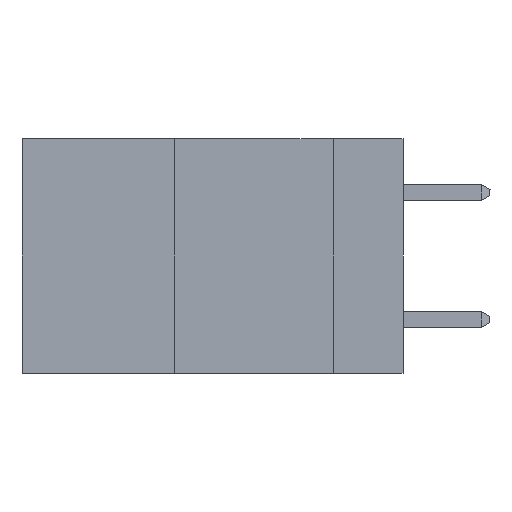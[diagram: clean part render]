
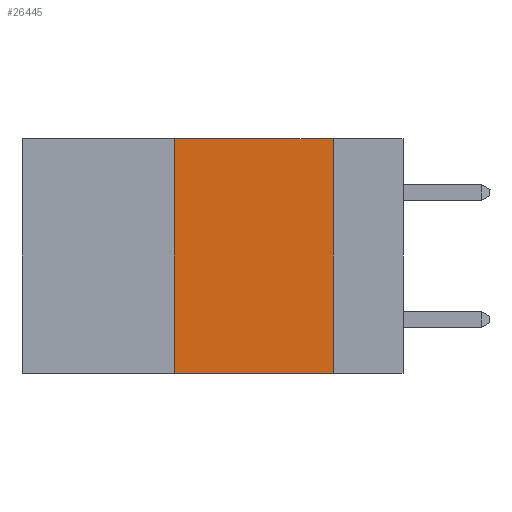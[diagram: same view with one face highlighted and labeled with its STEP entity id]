
A CAD part, left-side view. The second image highlights one B-rep face of the part: STEP entity #26445.
In plain terms, the highlighted planar face has unit normal (-1, 0, 0).
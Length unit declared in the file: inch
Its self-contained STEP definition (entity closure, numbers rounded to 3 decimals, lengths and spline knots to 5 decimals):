
#529 = VERTEX_POINT ( 'NONE', #8996 ) ;
#837 = CARTESIAN_POINT ( 'NONE',  ( 0., 0.36, -0.37 ) ) ;
#1665 = VECTOR ( 'NONE', #3314, 39.37008 ) ;
#2728 = EDGE_LOOP ( 'NONE', ( #14566, #16786, #29273, #24543 ) ) ;
#3314 = DIRECTION ( 'NONE',  ( 0., 0., -1. ) ) ;
#4524 = DIRECTION ( 'NONE',  ( 0., 0., 1. ) ) ;
#6022 = LINE ( 'NONE', #13739, #17801 ) ;
#7302 = FACE_OUTER_BOUND ( 'NONE', #2728, .T. ) ;
#8685 = CARTESIAN_POINT ( 'NONE',  ( 0., 0.11, -0.37 ) ) ;
#8996 = CARTESIAN_POINT ( 'NONE',  ( 0., 0.36, 0. ) ) ;
#11002 = EDGE_CURVE ( 'NONE', #529, #25644, #17467, .T. ) ;
#11356 = DIRECTION ( 'NONE',  ( 0., -1., 0. ) ) ;
#11920 = VECTOR ( 'NONE', #28763, 39.37008 ) ;
#12459 = DIRECTION ( 'NONE',  ( 1., 0., 0. ) ) ;
#13263 = VERTEX_POINT ( 'NONE', #837 ) ;
#13356 = EDGE_CURVE ( 'NONE', #25644, #25061, #20428, .T. ) ;
#13635 = EDGE_CURVE ( 'NONE', #13263, #25061, #6022, .T. ) ;
#13739 = CARTESIAN_POINT ( 'NONE',  ( 0., 0.6, -0.37 ) ) ;
#14566 = ORIENTED_EDGE ( 'NONE', *, *, #13356, .F. ) ;
#14848 = VECTOR ( 'NONE', #4524, 39.37008 ) ;
#16208 = CARTESIAN_POINT ( 'NONE',  ( 0., 0.36, 0. ) ) ;
#16333 = LINE ( 'NONE', #16208, #14848 ) ;
#16786 = ORIENTED_EDGE ( 'NONE', *, *, #11002, .F. ) ;
#17467 = LINE ( 'NONE', #26417, #11920 ) ;
#17801 = VECTOR ( 'NONE', #11356, 39.37008 ) ;
#20428 = LINE ( 'NONE', #22255, #1665 ) ;
#21906 = PLANE ( 'NONE',  #29478 ) ;
#22255 = CARTESIAN_POINT ( 'NONE',  ( 0., 0.11, 0. ) ) ;
#23373 = CARTESIAN_POINT ( 'NONE',  ( 0., 0.11, 0. ) ) ;
#24543 = ORIENTED_EDGE ( 'NONE', *, *, #13635, .T. ) ;
#25061 = VERTEX_POINT ( 'NONE', #8685 ) ;
#25631 = EDGE_CURVE ( 'NONE', #13263, #529, #16333, .T. ) ;
#25644 = VERTEX_POINT ( 'NONE', #23373 ) ;
#26417 = CARTESIAN_POINT ( 'NONE',  ( 0., 0.6, 0. ) ) ;
#26445 = ADVANCED_FACE ( 'NONE', ( #7302 ), #21906, .F. ) ;
#26563 = CARTESIAN_POINT ( 'NONE',  ( 0., 0.6, 0. ) ) ;
#28763 = DIRECTION ( 'NONE',  ( 0., -1., 0. ) ) ;
#28909 = DIRECTION ( 'NONE',  ( 0., 0., -1. ) ) ;
#29273 = ORIENTED_EDGE ( 'NONE', *, *, #25631, .F. ) ;
#29478 = AXIS2_PLACEMENT_3D ( 'NONE', #26563, #12459, #28909 ) ;
